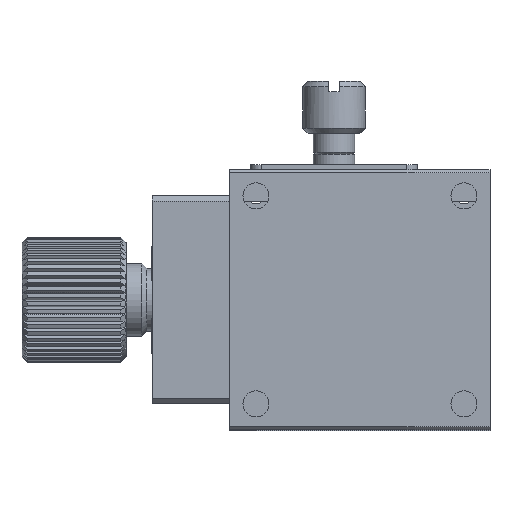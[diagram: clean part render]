
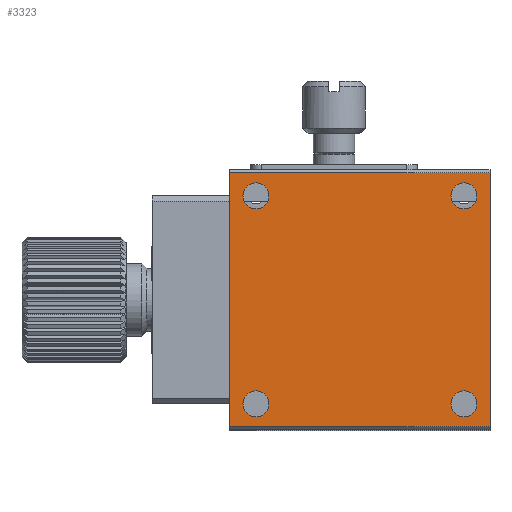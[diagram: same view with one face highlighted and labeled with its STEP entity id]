
A CAD part, front view. The second image highlights one B-rep face of the part: STEP entity #3323.
In plain terms, the highlighted planar face has unit normal (0, -1, 0).
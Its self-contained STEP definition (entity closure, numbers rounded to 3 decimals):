
#297 = DIRECTION ( 'NONE',  ( 0., -1., 0. ) ) ;
#705 = EDGE_CURVE ( 'NONE', #12441, #12441, #6165, .T. ) ;
#725 = VERTEX_POINT ( 'NONE', #1780 ) ;
#826 = PLANE ( 'NONE',  #9138 ) ;
#954 = DIRECTION ( 'NONE',  ( 1., 0., 0. ) ) ;
#1178 = VERTEX_POINT ( 'NONE', #12932 ) ;
#1291 = DIRECTION ( 'NONE',  ( 0., 0., -1. ) ) ;
#1330 = EDGE_CURVE ( 'NONE', #2254, #2254, #8699, .T. ) ;
#1617 = CARTESIAN_POINT ( 'NONE',  ( 25., 0., -24.7 ) ) ;
#1780 = CARTESIAN_POINT ( 'NONE',  ( 22.5, 0., -3.75 ) ) ;
#2078 = CARTESIAN_POINT ( 'NONE',  ( 0., 0., -24.7 ) ) ;
#2104 = VECTOR ( 'NONE', #5931, 1000. ) ;
#2254 = VERTEX_POINT ( 'NONE', #8473 ) ;
#2302 = VECTOR ( 'NONE', #8047, 1000. ) ;
#2333 = AXIS2_PLACEMENT_3D ( 'NONE', #11545, #297, #1291 ) ;
#2828 = CARTESIAN_POINT ( 'NONE',  ( 22.5, 0., -2.5 ) ) ;
#3214 = LINE ( 'NONE', #11268, #10090 ) ;
#3273 = DIRECTION ( 'NONE',  ( 0., -1., 0. ) ) ;
#3323 = ADVANCED_FACE ( 'NONE', ( #12795, #9745, #3749, #11810, #9878 ), #826, .F. ) ;
#3648 = EDGE_LOOP ( 'NONE', ( #11253 ) ) ;
#3749 = FACE_BOUND ( 'NONE', #8174, .T. ) ;
#4579 = EDGE_CURVE ( 'NONE', #725, #725, #9170, .T. ) ;
#4655 = ORIENTED_EDGE ( 'NONE', *, *, #12912, .F. ) ;
#4693 = DIRECTION ( 'NONE',  ( 0., 0., -1. ) ) ;
#4871 = VERTEX_POINT ( 'NONE', #7327 ) ;
#4880 = CARTESIAN_POINT ( 'NONE',  ( 25., 0., -0.3 ) ) ;
#4971 = DIRECTION ( 'NONE',  ( 0., -1., 0. ) ) ;
#5076 = AXIS2_PLACEMENT_3D ( 'NONE', #9534, #3273, #11396 ) ;
#5931 = DIRECTION ( 'NONE',  ( 0., 0., -1. ) ) ;
#5983 = CARTESIAN_POINT ( 'NONE',  ( 25., 0., -24.7 ) ) ;
#6009 = LINE ( 'NONE', #10012, #2302 ) ;
#6135 = CIRCLE ( 'NONE', #5076, 1.25 ) ;
#6165 = CIRCLE ( 'NONE', #2333, 1.25 ) ;
#6430 = ORIENTED_EDGE ( 'NONE', *, *, #12699, .F. ) ;
#7131 = ORIENTED_EDGE ( 'NONE', *, *, #12598, .F. ) ;
#7327 = CARTESIAN_POINT ( 'NONE',  ( 25., 0., -0.3 ) ) ;
#7368 = ORIENTED_EDGE ( 'NONE', *, *, #11438, .F. ) ;
#7412 = ORIENTED_EDGE ( 'NONE', *, *, #4579, .F. ) ;
#7643 = EDGE_LOOP ( 'NONE', ( #6430 ) ) ;
#7746 = EDGE_LOOP ( 'NONE', ( #7412 ) ) ;
#7909 = DIRECTION ( 'NONE',  ( 0., 1., 0. ) ) ;
#7957 = VECTOR ( 'NONE', #10736, 1000. ) ;
#8047 = DIRECTION ( 'NONE',  ( 0., 0., 1. ) ) ;
#8174 = EDGE_LOOP ( 'NONE', ( #9082 ) ) ;
#8367 = VERTEX_POINT ( 'NONE', #9097 ) ;
#8473 = CARTESIAN_POINT ( 'NONE',  ( 2.5, 0., -23.75 ) ) ;
#8699 = CIRCLE ( 'NONE', #8908, 1.25 ) ;
#8714 = DIRECTION ( 'NONE',  ( 0., 0., -1. ) ) ;
#8762 = DIRECTION ( 'NONE',  ( 0., -1., 0. ) ) ;
#8811 = LINE ( 'NONE', #1617, #7957 ) ;
#8876 = DIRECTION ( 'NONE',  ( 0., 0., 1. ) ) ;
#8908 = AXIS2_PLACEMENT_3D ( 'NONE', #9526, #4971, #8714 ) ;
#8926 = EDGE_LOOP ( 'NONE', ( #10860, #4655, #7368, #7131 ) ) ;
#8984 = EDGE_CURVE ( 'NONE', #9494, #12644, #8811, .T. ) ;
#9082 = ORIENTED_EDGE ( 'NONE', *, *, #1330, .F. ) ;
#9097 = CARTESIAN_POINT ( 'NONE',  ( 0., 0., -0.3 ) ) ;
#9138 = AXIS2_PLACEMENT_3D ( 'NONE', #4880, #7909, #8876 ) ;
#9170 = CIRCLE ( 'NONE', #11504, 1.25 ) ;
#9494 = VERTEX_POINT ( 'NONE', #5983 ) ;
#9526 = CARTESIAN_POINT ( 'NONE',  ( 2.5, 0., -22.5 ) ) ;
#9534 = CARTESIAN_POINT ( 'NONE',  ( 22.5, 0., -22.5 ) ) ;
#9745 = FACE_BOUND ( 'NONE', #3648, .T. ) ;
#9878 = FACE_BOUND ( 'NONE', #7746, .T. ) ;
#10012 = CARTESIAN_POINT ( 'NONE',  ( 0., 0., -0.3 ) ) ;
#10090 = VECTOR ( 'NONE', #954, 1000. ) ;
#10516 = CARTESIAN_POINT ( 'NONE',  ( 2.5, 0., -3.75 ) ) ;
#10736 = DIRECTION ( 'NONE',  ( -1., 0., 0. ) ) ;
#10860 = ORIENTED_EDGE ( 'NONE', *, *, #8984, .F. ) ;
#10921 = CARTESIAN_POINT ( 'NONE',  ( 25., 0., -0.3 ) ) ;
#11253 = ORIENTED_EDGE ( 'NONE', *, *, #705, .F. ) ;
#11268 = CARTESIAN_POINT ( 'NONE',  ( 25., 0., -0.3 ) ) ;
#11396 = DIRECTION ( 'NONE',  ( 0., 0., -1. ) ) ;
#11438 = EDGE_CURVE ( 'NONE', #8367, #4871, #3214, .T. ) ;
#11504 = AXIS2_PLACEMENT_3D ( 'NONE', #2828, #8762, #4693 ) ;
#11545 = CARTESIAN_POINT ( 'NONE',  ( 2.5, 0., -2.5 ) ) ;
#11810 = FACE_BOUND ( 'NONE', #7643, .T. ) ;
#11918 = LINE ( 'NONE', #10921, #2104 ) ;
#12441 = VERTEX_POINT ( 'NONE', #10516 ) ;
#12598 = EDGE_CURVE ( 'NONE', #12644, #8367, #6009, .T. ) ;
#12644 = VERTEX_POINT ( 'NONE', #2078 ) ;
#12699 = EDGE_CURVE ( 'NONE', #1178, #1178, #6135, .T. ) ;
#12795 = FACE_OUTER_BOUND ( 'NONE', #8926, .T. ) ;
#12912 = EDGE_CURVE ( 'NONE', #4871, #9494, #11918, .T. ) ;
#12932 = CARTESIAN_POINT ( 'NONE',  ( 22.5, 0., -23.75 ) ) ;
